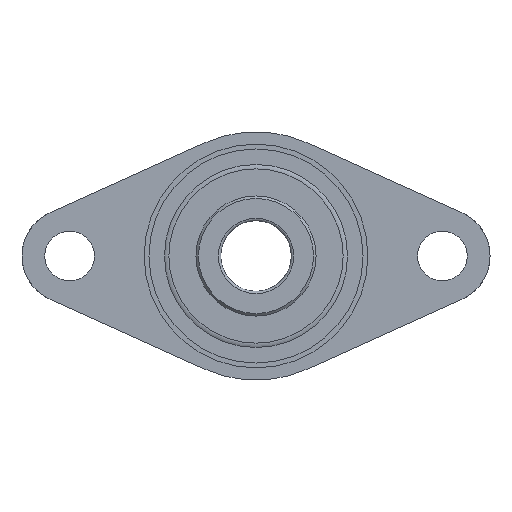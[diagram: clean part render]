
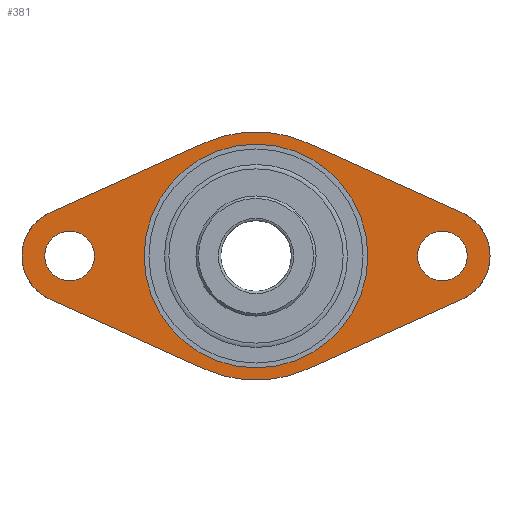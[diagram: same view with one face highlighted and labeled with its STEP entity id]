
A CAD part, left-side view. The second image highlights one B-rep face of the part: STEP entity #381.
In plain terms, the highlighted planar face has unit normal (-1, 0, 0).
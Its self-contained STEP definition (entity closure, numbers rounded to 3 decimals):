
#56 = CARTESIAN_POINT ( 'NONE',  ( -15., 0., 0. ) ) ;
#61 = DIRECTION ( 'NONE',  ( 1., 0., 0. ) ) ;
#326 = VECTOR ( 'NONE', #795, 1000. ) ;
#327 = LINE ( 'NONE', #1286, #326 ) ;
#335 = CIRCLE ( 'NONE', #1391, 11.5 ) ;
#337 = CIRCLE ( 'NONE', #1373, 11.5 ) ;
#339 = VECTOR ( 'NONE', #906, 1000. ) ;
#349 = LINE ( 'NONE', #2095, #339 ) ;
#365 = CIRCLE ( 'NONE', #1419, 6. ) ;
#368 = CIRCLE ( 'NONE', #1424, 6. ) ;
#381 = ADVANCED_FACE ( 'E454', ( #843, #836, #847, #839 ), #796, .F. ) ;
#392 = CIRCLE ( 'NONE', #1439, 27. ) ;
#394 = VECTOR ( 'NONE', #2184, 1000. ) ;
#415 = CARTESIAN_POINT ( 'NONE',  ( -15., 45., -6. ) ) ;
#418 = LINE ( 'NONE', #2744, #394 ) ;
#424 = CARTESIAN_POINT ( 'NONE',  ( -15., -45., -6. ) ) ;
#428 = CARTESIAN_POINT ( 'NONE',  ( -15., 0., -27. ) ) ;
#447 = CIRCLE ( 'NONE', #1462, 30. ) ;
#486 = CIRCLE ( 'NONE', #1525, 30. ) ;
#496 = LINE ( 'NONE', #941, #504 ) ;
#504 = VECTOR ( 'NONE', #804, 1000. ) ;
#762 = DIRECTION ( 'NONE',  ( 1., 0., 0. ) ) ;
#778 = DIRECTION ( 'NONE',  ( 1., 0., 0. ) ) ;
#791 = CARTESIAN_POINT ( 'NONE',  ( -15., 0., 0. ) ) ;
#795 = DIRECTION ( 'NONE',  ( 0., -0.912, -0.411 ) ) ;
#796 = PLANE ( 'NONE',  #2032 ) ;
#799 = DIRECTION ( 'NONE',  ( 0., 0., -1. ) ) ;
#804 = DIRECTION ( 'NONE',  ( 0., -0.912, 0.411 ) ) ;
#807 = DIRECTION ( 'NONE',  ( 0., 0., -1. ) ) ;
#810 = CARTESIAN_POINT ( 'NONE',  ( -15., 12.333, 27.348 ) ) ;
#828 = CARTESIAN_POINT ( 'NONE',  ( -15., 45., 0. ) ) ;
#836 = FACE_BOUND ( 'NONE', #2392, .T. ) ;
#839 = FACE_OUTER_BOUND ( 'NONE', #1987, .T. ) ;
#843 = FACE_BOUND ( 'NONE', #2409, .T. ) ;
#847 = FACE_BOUND ( 'NONE', #2292, .T. ) ;
#885 = DIRECTION ( 'NONE',  ( 1., 0., 0. ) ) ;
#902 = CARTESIAN_POINT ( 'NONE',  ( -15., -45., 0. ) ) ;
#906 = DIRECTION ( 'NONE',  ( 0., 0.912, 0.411 ) ) ;
#941 = CARTESIAN_POINT ( 'NONE',  ( -15., 49.728, 10.483 ) ) ;
#1000 = VERTEX_POINT ( 'NONE', #1170 ) ;
#1004 = VERTEX_POINT ( 'NONE', #810 ) ;
#1022 = VERTEX_POINT ( 'NONE', #1466 ) ;
#1078 = VERTEX_POINT ( 'NONE', #2801 ) ;
#1129 = CARTESIAN_POINT ( 'NONE',  ( -15., 0., 0. ) ) ;
#1135 = DIRECTION ( 'NONE',  ( 1., 0., 0. ) ) ;
#1149 = DIRECTION ( 'NONE',  ( 0., 0., -1. ) ) ;
#1170 = CARTESIAN_POINT ( 'NONE',  ( -15., -49.728, -10.483 ) ) ;
#1201 = VERTEX_POINT ( 'NONE', #2086 ) ;
#1286 = CARTESIAN_POINT ( 'NONE',  ( -15., 49.728, -10.483 ) ) ;
#1373 = AXIS2_PLACEMENT_3D ( 'NONE', #828, #762, #807 ) ;
#1391 = AXIS2_PLACEMENT_3D ( 'NONE', #902, #885, #1548 ) ;
#1419 = AXIS2_PLACEMENT_3D ( 'NONE', #2034, #1949, #2091 ) ;
#1424 = AXIS2_PLACEMENT_3D ( 'NONE', #2231, #2263, #2074 ) ;
#1439 = AXIS2_PLACEMENT_3D ( 'NONE', #1780, #2183, #1979 ) ;
#1462 = AXIS2_PLACEMENT_3D ( 'NONE', #56, #61, #1697 ) ;
#1466 = CARTESIAN_POINT ( 'NONE',  ( -15., 49.728, -10.483 ) ) ;
#1525 = AXIS2_PLACEMENT_3D ( 'NONE', #1129, #1135, #1149 ) ;
#1548 = DIRECTION ( 'NONE',  ( 0., 0., -1. ) ) ;
#1593 = VERTEX_POINT ( 'NONE', #1937 ) ;
#1658 = CARTESIAN_POINT ( 'NONE',  ( -15., 12.333, -27.348 ) ) ;
#1697 = DIRECTION ( 'NONE',  ( 0., 0., -1. ) ) ;
#1699 = VERTEX_POINT ( 'NONE', #2623 ) ;
#1780 = CARTESIAN_POINT ( 'NONE',  ( -15., 0., 0. ) ) ;
#1937 = CARTESIAN_POINT ( 'NONE',  ( -15., -12.333, 27.348 ) ) ;
#1949 = DIRECTION ( 'NONE',  ( 1., 0., 0. ) ) ;
#1979 = DIRECTION ( 'NONE',  ( 0., 0., -1. ) ) ;
#1987 = EDGE_LOOP ( 'NONE', ( #2112, #2106, #2100, #2088, #2076, #2066, #2061, #2056 ) ) ;
#2032 = AXIS2_PLACEMENT_3D ( 'NONE', #791, #778, #799 ) ;
#2034 = CARTESIAN_POINT ( 'NONE',  ( -15., 45., 0. ) ) ;
#2056 = ORIENTED_EDGE ( 'NONE', *, *, #2252, .F. ) ;
#2061 = ORIENTED_EDGE ( 'NONE', *, *, #2388, .T. ) ;
#2066 = ORIENTED_EDGE ( 'NONE', *, *, #2385, .F. ) ;
#2074 = DIRECTION ( 'NONE',  ( 0., 0., -1. ) ) ;
#2076 = ORIENTED_EDGE ( 'NONE', *, *, #2166, .F. ) ;
#2086 = CARTESIAN_POINT ( 'NONE',  ( -15., -49.728, 10.483 ) ) ;
#2088 = ORIENTED_EDGE ( 'NONE', *, *, #2181, .F. ) ;
#2091 = DIRECTION ( 'NONE',  ( 0., 0., -1. ) ) ;
#2095 = CARTESIAN_POINT ( 'NONE',  ( -15., -49.728, 10.483 ) ) ;
#2100 = ORIENTED_EDGE ( 'NONE', *, *, #2372, .T. ) ;
#2106 = ORIENTED_EDGE ( 'NONE', *, *, #2380, .F. ) ;
#2112 = ORIENTED_EDGE ( 'NONE', *, *, #2313, .F. ) ;
#2113 = ORIENTED_EDGE ( 'NONE', *, *, #2350, .T. ) ;
#2115 = ORIENTED_EDGE ( 'NONE', *, *, #2343, .T. ) ;
#2121 = ORIENTED_EDGE ( 'NONE', *, *, #2323, .T. ) ;
#2166 = EDGE_CURVE ( 'E193', #1078, #1004, #496, .T. ) ;
#2181 = EDGE_CURVE ( 'E214', #1004, #1593, #486, .T. ) ;
#2183 = DIRECTION ( 'NONE',  ( 1., 0., 0. ) ) ;
#2184 = DIRECTION ( 'NONE',  ( 0., 0.912, -0.411 ) ) ;
#2231 = CARTESIAN_POINT ( 'NONE',  ( -15., -45., 0. ) ) ;
#2252 = EDGE_CURVE ( 'E350', #1699, #2513, #447, .T. ) ;
#2263 = DIRECTION ( 'NONE',  ( 1., 0., 0. ) ) ;
#2292 = EDGE_LOOP ( 'NONE', ( #2113 ) ) ;
#2313 = EDGE_CURVE ( 'E329', #1000, #1699, #418, .T. ) ;
#2323 = EDGE_CURVE ( 'NONE', #2795, #2795, #392, .T. ) ;
#2343 = EDGE_CURVE ( 'NONE', #2841, #2841, #368, .T. ) ;
#2350 = EDGE_CURVE ( 'NONE', #2842, #2842, #365, .T. ) ;
#2372 = EDGE_CURVE ( 'E240', #1201, #1593, #349, .T. ) ;
#2380 = EDGE_CURVE ( 'E246', #1201, #1000, #335, .T. ) ;
#2385 = EDGE_CURVE ( 'E382', #1022, #1078, #337, .T. ) ;
#2388 = EDGE_CURVE ( 'E376', #1022, #2513, #327, .T. ) ;
#2392 = EDGE_LOOP ( 'NONE', ( #2115 ) ) ;
#2409 = EDGE_LOOP ( 'NONE', ( #2121 ) ) ;
#2513 = VERTEX_POINT ( 'NONE', #1658 ) ;
#2623 = CARTESIAN_POINT ( 'NONE',  ( -15., -12.333, -27.348 ) ) ;
#2744 = CARTESIAN_POINT ( 'NONE',  ( -15., -49.728, -10.483 ) ) ;
#2795 = VERTEX_POINT ( 'NONE', #428 ) ;
#2801 = CARTESIAN_POINT ( 'NONE',  ( -15., 49.728, 10.483 ) ) ;
#2841 = VERTEX_POINT ( 'NONE', #424 ) ;
#2842 = VERTEX_POINT ( 'NONE', #415 ) ;
